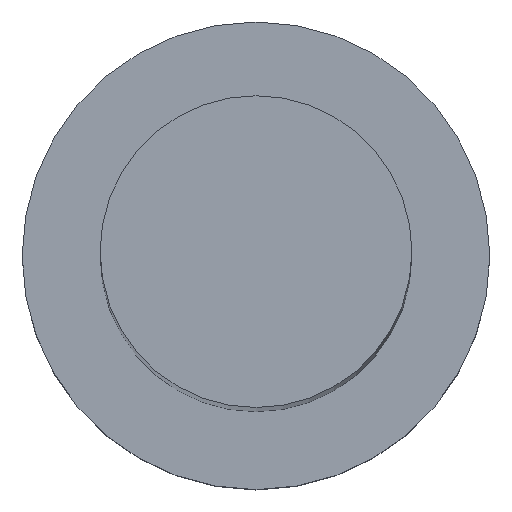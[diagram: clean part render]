
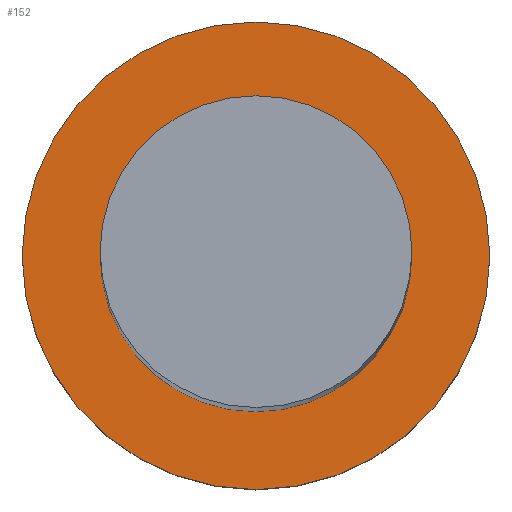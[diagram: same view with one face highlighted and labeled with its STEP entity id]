
A CAD part, top view. The second image highlights one B-rep face of the part: STEP entity #152.
In plain terms, the highlighted planar face has unit normal (0, 0, 1).
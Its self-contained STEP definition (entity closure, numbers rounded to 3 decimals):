
#1 = FACE_OUTER_BOUND ( 'NONE', #63, .T. ) ;
#5 = DIRECTION ( 'NONE',  ( 1., 0., 0. ) ) ;
#9 = ORIENTED_EDGE ( 'NONE', *, *, #50, .F. ) ;
#12 = DIRECTION ( 'NONE',  ( 0., 0., 1. ) ) ;
#20 = EDGE_CURVE ( 'NONE', #197, #162, #92, .T. ) ;
#24 = DIRECTION ( 'NONE',  ( 0., 0., 1. ) ) ;
#29 = EDGE_CURVE ( 'NONE', #162, #197, #121, .T. ) ;
#32 = FACE_BOUND ( 'NONE', #84, .T. ) ;
#40 = DIRECTION ( 'NONE',  ( 1., 0., 0. ) ) ;
#42 = CARTESIAN_POINT ( 'NONE',  ( 0., 0., 20. ) ) ;
#48 = PLANE ( 'NONE',  #179 ) ;
#50 = EDGE_CURVE ( 'NONE', #89, #168, #72, .T. ) ;
#53 = DIRECTION ( 'NONE',  ( 0., 0., 1. ) ) ;
#54 = CARTESIAN_POINT ( 'NONE',  ( 0., 0., 20. ) ) ;
#56 = EDGE_CURVE ( 'NONE', #168, #89, #108, .T. ) ;
#60 = CARTESIAN_POINT ( 'NONE',  ( -15., 0., 20. ) ) ;
#61 = AXIS2_PLACEMENT_3D ( 'NONE', #66, #99, #5 ) ;
#63 = EDGE_LOOP ( 'NONE', ( #160, #180 ) ) ;
#66 = CARTESIAN_POINT ( 'NONE',  ( 0., 0., 20. ) ) ;
#72 = CIRCLE ( 'NONE', #61, 15. ) ;
#80 = AXIS2_PLACEMENT_3D ( 'NONE', #163, #24, #178 ) ;
#84 = EDGE_LOOP ( 'NONE', ( #145, #9 ) ) ;
#89 = VERTEX_POINT ( 'NONE', #144 ) ;
#92 = CIRCLE ( 'NONE', #164, 22.5 ) ;
#99 = DIRECTION ( 'NONE',  ( 0., 0., 1. ) ) ;
#108 = CIRCLE ( 'NONE', #182, 15. ) ;
#114 = DIRECTION ( 'NONE',  ( 1., 0., 0. ) ) ;
#121 = CIRCLE ( 'NONE', #80, 22.5 ) ;
#144 = CARTESIAN_POINT ( 'NONE',  ( 15., 0., 20. ) ) ;
#145 = ORIENTED_EDGE ( 'NONE', *, *, #56, .F. ) ;
#152 = ADVANCED_FACE ( 'NONE', ( #32, #1 ), #48, .T. ) ;
#154 = CARTESIAN_POINT ( 'NONE',  ( 22.5, 0., 20. ) ) ;
#155 = DIRECTION ( 'NONE',  ( 0., 0., 1. ) ) ;
#156 = CARTESIAN_POINT ( 'NONE',  ( 0., 0., 20. ) ) ;
#160 = ORIENTED_EDGE ( 'NONE', *, *, #20, .T. ) ;
#162 = VERTEX_POINT ( 'NONE', #154 ) ;
#163 = CARTESIAN_POINT ( 'NONE',  ( 0., 0., 20. ) ) ;
#164 = AXIS2_PLACEMENT_3D ( 'NONE', #42, #53, #114 ) ;
#168 = VERTEX_POINT ( 'NONE', #60 ) ;
#175 = DIRECTION ( 'NONE',  ( 1., 0., 0. ) ) ;
#178 = DIRECTION ( 'NONE',  ( 1., 0., 0. ) ) ;
#179 = AXIS2_PLACEMENT_3D ( 'NONE', #156, #155, #175 ) ;
#180 = ORIENTED_EDGE ( 'NONE', *, *, #29, .T. ) ;
#182 = AXIS2_PLACEMENT_3D ( 'NONE', #54, #12, #40 ) ;
#197 = VERTEX_POINT ( 'NONE', #203 ) ;
#203 = CARTESIAN_POINT ( 'NONE',  ( -22.5, 0., 20. ) ) ;
